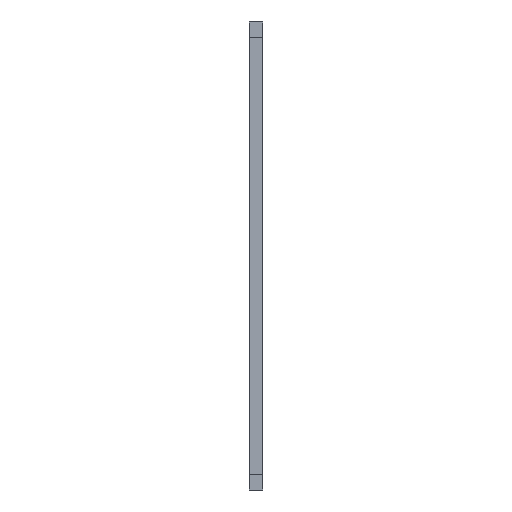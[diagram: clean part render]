
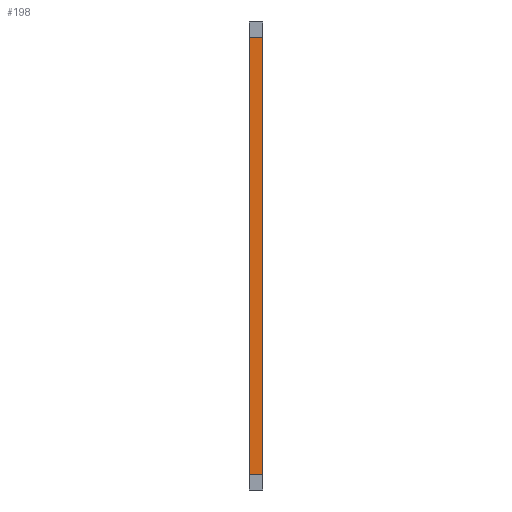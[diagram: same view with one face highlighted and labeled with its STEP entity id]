
A CAD part, left-side view. The second image highlights one B-rep face of the part: STEP entity #198.
In plain terms, the highlighted planar face has unit normal (-1, 0, 0).
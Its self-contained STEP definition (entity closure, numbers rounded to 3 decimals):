
#198=ADVANCED_FACE('',(#279),#249,.F.);
#249=PLANE('',#1102);
#279=FACE_OUTER_BOUND('',#319,.T.);
#319=EDGE_LOOP('',(#397,#398,#399,#400));
#397=ORIENTED_EDGE('',*,*,#771,.T.);
#398=ORIENTED_EDGE('',*,*,#772,.F.);
#399=ORIENTED_EDGE('',*,*,#773,.F.);
#400=ORIENTED_EDGE('',*,*,#774,.T.);
#673=VERTEX_POINT('',#1481);
#674=VERTEX_POINT('',#1482);
#675=VERTEX_POINT('',#1484);
#676=VERTEX_POINT('',#1486);
#771=EDGE_CURVE('',#673,#674,#909,.T.);
#772=EDGE_CURVE('',#675,#674,#910,.T.);
#773=EDGE_CURVE('',#676,#675,#911,.T.);
#774=EDGE_CURVE('',#676,#673,#912,.T.);
#909=LINE('',#1480,#1005);
#910=LINE('',#1483,#1006);
#911=LINE('',#1485,#1007);
#912=LINE('',#1487,#1008);
#1005=VECTOR('',#1197,1.);
#1006=VECTOR('',#1198,1.);
#1007=VECTOR('',#1199,1.);
#1008=VECTOR('',#1200,1.);
#1102=AXIS2_PLACEMENT_3D('',#1488,#1201,#1202);
#1197=DIRECTION('',(0.,0.,-1.));
#1198=DIRECTION('',(0.,1.,0.));
#1199=DIRECTION('',(0.,0.,-1.));
#1200=DIRECTION('',(0.,1.,0.));
#1201=DIRECTION('',(1.,0.,0.));
#1202=DIRECTION('',(0.,0.,-1.));
#1480=CARTESIAN_POINT('',(-47.625,0.,33.274));
#1481=CARTESIAN_POINT('',(-47.625,0.,33.274));
#1482=CARTESIAN_POINT('',(-47.625,0.,-23.876));
#1483=CARTESIAN_POINT('',(-47.625,-1.778,-23.876));
#1484=CARTESIAN_POINT('',(-47.625,-1.778,-23.876));
#1485=CARTESIAN_POINT('',(-47.625,-1.778,33.274));
#1486=CARTESIAN_POINT('',(-47.625,-1.778,33.274));
#1487=CARTESIAN_POINT('',(-47.625,-1.778,33.274));
#1488=CARTESIAN_POINT('',(-47.625,-1.778,33.274));
